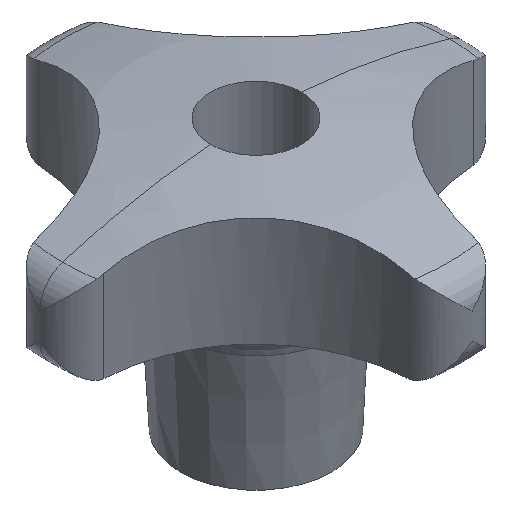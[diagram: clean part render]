
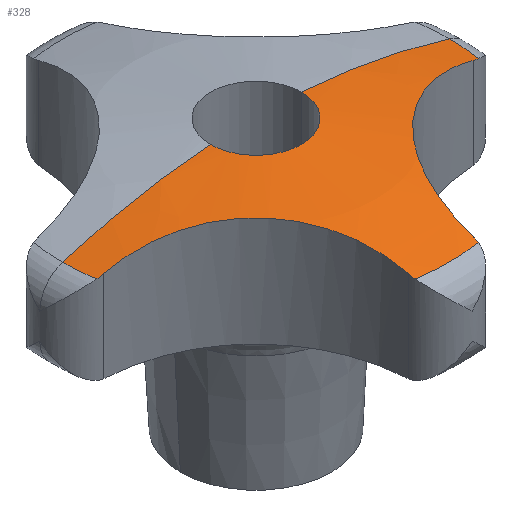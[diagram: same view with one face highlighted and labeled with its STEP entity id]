
A CAD part, isometric view. The second image highlights one B-rep face of the part: STEP entity #328.
In plain terms, the highlighted spherical face has radius 60 mm.
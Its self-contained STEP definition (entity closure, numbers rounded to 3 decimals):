
#286=EDGE_CURVE('',#446,#372,#732,.T.);
#326=EDGE_CURVE('',#366,#654,#777,.T.);
#328=ADVANCED_FACE('',(#779),#780,.T.);
#354=VERTEX_POINT('',#807);
#360=EDGE_CURVE('',#372,#600,#814,.T.);
#366=VERTEX_POINT('',#820);
#370=EDGE_CURVE('',#662,#354,#825,.T.);
#372=VERTEX_POINT('',#827);
#378=VERTEX_POINT('',#835);
#388=VERTEX_POINT('',#846);
#422=EDGE_CURVE('',#512,#378,#881,.T.);
#436=EDGE_CURVE('',#512,#654,#897,.T.);
#446=VERTEX_POINT('',#907);
#486=VERTEX_POINT('',#952);
#492=EDGE_CURVE('',#662,#378,#959,.T.);
#512=VERTEX_POINT('',#980);
#532=EDGE_CURVE('',#588,#366,#1001,.T.);
#562=EDGE_CURVE('',#354,#388,#1034,.T.);
#568=EDGE_CURVE('',#600,#588,#1040,.T.);
#588=VERTEX_POINT('',#1063);
#596=EDGE_CURVE('',#486,#446,#1072,.T.);
#600=VERTEX_POINT('',#1077);
#654=VERTEX_POINT('',#1138);
#656=EDGE_CURVE('',#388,#486,#1140,.T.);
#662=VERTEX_POINT('',#1146);
#732=CIRCLE('',#1240,17.895);
#777=CIRCLE('',#1333,17.895);
#779=FACE_OUTER_BOUND('',#1335,.T.);
#780=SPHERICAL_SURFACE('',#1336,60.);
#807=CARTESIAN_POINT('',(-17.654,-2.928,22.269));
#814=B_SPLINE_CURVE_WITH_KNOTS('',3,(#1406,#1407,#1408,#1409,#1410,#1411),.UNSPECIFIED.,.F.,.F.,(4,2,4),(8.488,8.647,9.063),.UNSPECIFIED.);
#820=CARTESIAN_POINT('',(17.654,-2.928,22.269));
#825=CIRCLE('',#1424,17.895);
#827=CARTESIAN_POINT('',(2.928,-17.654,22.269));
#835=CARTESIAN_POINT('',(-4.2,0.,24.853));
#846=CARTESIAN_POINT('',(-17.085,-2.999,22.438));
#881=CIRCLE('',#1537,4.2);
#897=CIRCLE('',#1587,60.);
#907=CARTESIAN_POINT('',(-2.928,-17.654,22.269));
#952=CARTESIAN_POINT('',(-2.999,-17.085,22.438));
#959=CIRCLE('',#1681,60.);
#980=CARTESIAN_POINT('',(4.2,0.,24.853));
#1001=B_SPLINE_CURVE_WITH_KNOTS('',3,(#1784,#1785,#1786,#1787),.UNSPECIFIED.,.F.,.F.,(4,4),(0.0,0.582),.UNSPECIFIED.);
#1034=B_SPLINE_CURVE_WITH_KNOTS('',3,(#1846,#1847,#1848,#1849,#1850,#1851),.UNSPECIFIED.,.F.,.F.,(4,2,4),(8.488,8.647,9.063),.UNSPECIFIED.);
#1040=B_SPLINE_CURVE_WITH_KNOTS('',3,(#1870,#1871,#1872,#1873,#1874,#1875,#1876,#1877,#1878,#1879,#1880,#1881,#1882,#1883,#1884,#1885,#1886,#1887),.UNSPECIFIED.,.F.,.F.,(4,2,2,2,2,2,2,2,4),(23.196,25.893,28.591,31.288,33.985,36.686,39.386,42.087,44.598),.UNSPECIFIED.);
#1063=CARTESIAN_POINT('',(17.085,-2.999,22.438));
#1072=B_SPLINE_CURVE_WITH_KNOTS('',3,(#1932,#1933,#1934,#1935),.UNSPECIFIED.,.F.,.F.,(4,4),(0.0,0.582),.UNSPECIFIED.);
#1077=CARTESIAN_POINT('',(2.999,-17.085,22.438));
#1138=CARTESIAN_POINT('',(17.895,0.,22.269));
#1140=B_SPLINE_CURVE_WITH_KNOTS('',3,(#2091,#2092,#2093,#2094,#2095,#2096,#2097,#2098,#2099,#2100,#2101,#2102,#2103,#2104,#2105,#2106,#2107,#2108),.UNSPECIFIED.,.F.,.F.,(4,2,2,2,2,2,2,2,4),(23.196,25.893,28.591,31.288,33.985,36.686,39.386,42.087,44.598),.UNSPECIFIED.);
#1146=CARTESIAN_POINT('',(-17.895,0.,22.269));
#1240=AXIS2_PLACEMENT_3D('',#2170,#2171,#2172);
#1333=AXIS2_PLACEMENT_3D('',#2233,#2234,#2235);
#1335=EDGE_LOOP('',(#2237,#2238,#2239,#2240,#2241,#2242,#2243,#2244,#2245,#2246,#2247,#2248));
#1336=AXIS2_PLACEMENT_3D('',#2249,#2250,#2251);
#1406=CARTESIAN_POINT('',(2.928,-17.654,22.269));
#1407=CARTESIAN_POINT('',(2.94,-17.601,22.285));
#1408=CARTESIAN_POINT('',(2.95,-17.549,22.3));
#1409=CARTESIAN_POINT('',(2.982,-17.358,22.357));
#1410=CARTESIAN_POINT('',(2.995,-17.22,22.398));
#1411=CARTESIAN_POINT('',(2.999,-17.085,22.438));
#1424=AXIS2_PLACEMENT_3D('',#2306,#2307,#2308);
#1537=AXIS2_PLACEMENT_3D('',#2354,#2355,#2356);
#1587=AXIS2_PLACEMENT_3D('',#2377,#2378,#2379);
#1681=AXIS2_PLACEMENT_3D('',#2456,#2457,#2458);
#1784=CARTESIAN_POINT('',(17.085,-2.999,22.438));
#1785=CARTESIAN_POINT('',(17.271,-2.994,22.383));
#1786=CARTESIAN_POINT('',(17.463,-2.971,22.326));
#1787=CARTESIAN_POINT('',(17.654,-2.928,22.269));
#1846=CARTESIAN_POINT('',(-17.654,-2.928,22.269));
#1847=CARTESIAN_POINT('',(-17.601,-2.94,22.285));
#1848=CARTESIAN_POINT('',(-17.549,-2.95,22.3));
#1849=CARTESIAN_POINT('',(-17.358,-2.982,22.357));
#1850=CARTESIAN_POINT('',(-17.22,-2.995,22.398));
#1851=CARTESIAN_POINT('',(-17.085,-2.999,22.438));
#1870=CARTESIAN_POINT('',(2.999,-17.085,22.438));
#1871=CARTESIAN_POINT('',(3.023,-16.223,22.693));
#1872=CARTESIAN_POINT('',(3.127,-15.325,22.933));
#1873=CARTESIAN_POINT('',(3.515,-13.529,23.357));
#1874=CARTESIAN_POINT('',(3.8,-12.631,23.54));
#1875=CARTESIAN_POINT('',(4.544,-10.901,23.834));
#1876=CARTESIAN_POINT('',(5.003,-10.068,23.945));
#1877=CARTESIAN_POINT('',(6.063,-8.522,24.089));
#1878=CARTESIAN_POINT('',(6.663,-7.81,24.122));
#1879=CARTESIAN_POINT('',(7.943,-6.545,24.118));
#1880=CARTESIAN_POINT('',(8.663,-5.953,24.08));
#1881=CARTESIAN_POINT('',(10.223,-4.912,23.926));
#1882=CARTESIAN_POINT('',(11.062,-4.463,23.81));
#1883=CARTESIAN_POINT('',(12.802,-3.74,23.507));
#1884=CARTESIAN_POINT('',(13.704,-3.467,23.319));
#1885=CARTESIAN_POINT('',(15.442,-3.113,22.902));
#1886=CARTESIAN_POINT('',(16.278,-3.022,22.677));
#1887=CARTESIAN_POINT('',(17.085,-2.999,22.438));
#1932=CARTESIAN_POINT('',(-2.999,-17.085,22.438));
#1933=CARTESIAN_POINT('',(-2.994,-17.271,22.383));
#1934=CARTESIAN_POINT('',(-2.971,-17.463,22.326));
#1935=CARTESIAN_POINT('',(-2.928,-17.654,22.269));
#2091=CARTESIAN_POINT('',(-17.085,-2.999,22.438));
#2092=CARTESIAN_POINT('',(-16.223,-3.023,22.693));
#2093=CARTESIAN_POINT('',(-15.325,-3.127,22.933));
#2094=CARTESIAN_POINT('',(-13.529,-3.515,23.357));
#2095=CARTESIAN_POINT('',(-12.631,-3.8,23.54));
#2096=CARTESIAN_POINT('',(-10.901,-4.544,23.834));
#2097=CARTESIAN_POINT('',(-10.068,-5.003,23.945));
#2098=CARTESIAN_POINT('',(-8.522,-6.063,24.089));
#2099=CARTESIAN_POINT('',(-7.81,-6.663,24.122));
#2100=CARTESIAN_POINT('',(-6.545,-7.943,24.118));
#2101=CARTESIAN_POINT('',(-5.953,-8.663,24.08));
#2102=CARTESIAN_POINT('',(-4.912,-10.223,23.926));
#2103=CARTESIAN_POINT('',(-4.463,-11.062,23.81));
#2104=CARTESIAN_POINT('',(-3.74,-12.802,23.507));
#2105=CARTESIAN_POINT('',(-3.467,-13.704,23.319));
#2106=CARTESIAN_POINT('',(-3.113,-15.442,22.902));
#2107=CARTESIAN_POINT('',(-3.022,-16.278,22.677));
#2108=CARTESIAN_POINT('',(-2.999,-17.085,22.438));
#2170=CARTESIAN_POINT('',(0.,0.,22.269));
#2171=DIRECTION('',(0.,0.,1.0));
#2172=DIRECTION('',(1.0,0.,0.));
#2233=CARTESIAN_POINT('',(0.,0.,22.269));
#2234=DIRECTION('',(0.,0.,1.0));
#2235=DIRECTION('',(1.0,0.,0.));
#2237=ORIENTED_EDGE('',*,*,#436,.F.);
#2238=ORIENTED_EDGE('',*,*,#422,.T.);
#2239=ORIENTED_EDGE('',*,*,#492,.F.);
#2240=ORIENTED_EDGE('',*,*,#370,.T.);
#2241=ORIENTED_EDGE('',*,*,#562,.T.);
#2242=ORIENTED_EDGE('',*,*,#656,.T.);
#2243=ORIENTED_EDGE('',*,*,#596,.T.);
#2244=ORIENTED_EDGE('',*,*,#286,.T.);
#2245=ORIENTED_EDGE('',*,*,#360,.T.);
#2246=ORIENTED_EDGE('',*,*,#568,.T.);
#2247=ORIENTED_EDGE('',*,*,#532,.T.);
#2248=ORIENTED_EDGE('',*,*,#326,.T.);
#2249=CARTESIAN_POINT('',(0.,0.,-35.));
#2250=DIRECTION('',(0.,0.,1.0));
#2251=DIRECTION('',(-1.0,0.,0.0));
#2306=CARTESIAN_POINT('',(0.,0.,22.269));
#2307=DIRECTION('',(0.,0.,1.0));
#2308=DIRECTION('',(1.0,0.,0.));
#2354=CARTESIAN_POINT('',(0.,0.,24.853));
#2355=DIRECTION('',(0.,0.,-1.0));
#2356=DIRECTION('',(-1.0,0.,0.));
#2377=CARTESIAN_POINT('',(0.,0.,-35.));
#2378=DIRECTION('',(0.,1.0,0.));
#2379=DIRECTION('',(0.0,0.,-1.0));
#2456=CARTESIAN_POINT('',(0.,0.,-35.));
#2457=DIRECTION('',(0.,1.0,0.));
#2458=DIRECTION('',(0.0,0.,-1.0));
